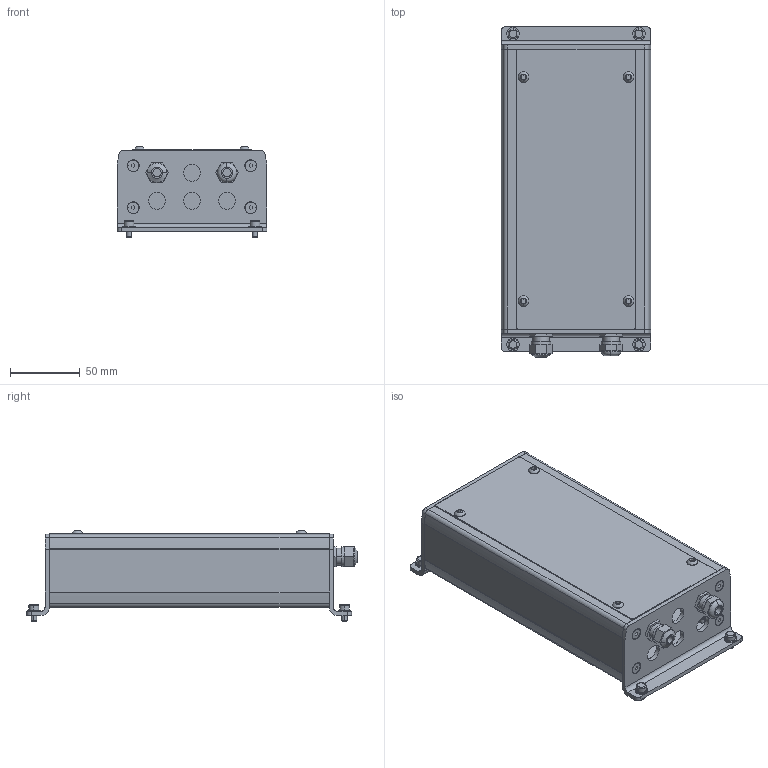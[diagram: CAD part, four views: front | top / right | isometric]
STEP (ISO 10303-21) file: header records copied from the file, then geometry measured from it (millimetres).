
FILE_DESCRIPTION((''),'2;1');
FILE_NAME('131205.1.stp','2015-07-23T11:14:06',(''),(''),'Mechanical Desktop 2009','Mechanical Desktop 2009',', , ');
FILE_SCHEMA(('CONFIG_CONTROL_DESIGN'));
Length unit declared in the file: millimetre
Products named in the file (24): T1312051; T1312052; T1312052A; T1312053A; T1312053; T1312054A; T1312054; T1312055; T1312055A; T1312056A; T1312056; I-6KT_SCHRAUBE_M4X8; I-6KT_SCHRAUBE_M4X8A; U-SCHEIBE_M4A; U-SCHEIBE_M4; SENKSCHRAUBE_I-6KT_M4X8A; SENKSCHRAUBE_I-6KT_M4X8; LINSENSCHRAUBE_I-6KT.M4_10; TEIL1; KABELVERSCHRAUBUNG_M12X1.5; KABELVERSCHRAUBUNG_M12X1.5A; KABELVERSCHRAUBUNG_M12X1.5_KURZ; KABELVERSCHRAUBUNG_M12X1.5_KURZA; RM_SDB
Assembly tree (50 placements, depth 3):
  T1312051
    T1312052
      T1312052A
    T1312053A
      T1312053
    T1312054A
      T1312054
    T1312055
      T1312055A
    T1312056A  x2
      T1312056
    I-6KT_SCHRAUBE_M4X8  x4
      I-6KT_SCHRAUBE_M4X8A
    U-SCHEIBE_M4A  x4
      U-SCHEIBE_M4
    SENKSCHRAUBE_I-6KT_M4X8A  x16
      SENKSCHRAUBE_I-6KT_M4X8
    LINSENSCHRAUBE_I-6KT.M4_10  x4
      TEIL1
    KABELVERSCHRAUBUNG_M12X1.5
      KABELVERSCHRAUBUNG_M12X1.5A
    KABELVERSCHRAUBUNG_M12X1.5_KURZ
      KABELVERSCHRAUBUNG_M12X1.5_KURZA
    RM_SDB  x3
Bounding box: 107 x 236 x 64.9 mm (x, y, z)
Volume: 226913.4 mm3; surface area: 223180 mm2
Topology: 36 solids, 36 shells, 948 faces, 2367 edges, 1529 vertices
Faces by surface type: plane 488, cylinder 324, cone 114, torus 18, sphere 4
Entity records: 17290 total; most frequent: DIRECTION 3034, CARTESIAN_POINT 2910, ORIENTED_EDGE 2824, EDGE_CURVE 1412, AXIS2_PLACEMENT_3D 1050, VECTOR 934, LINE 934, VERTEX_POINT 924
